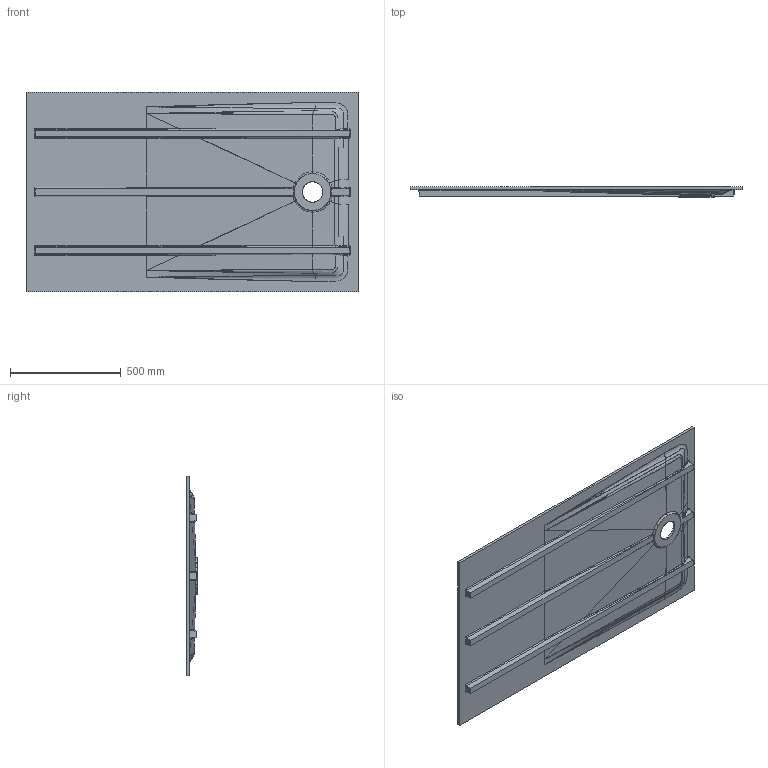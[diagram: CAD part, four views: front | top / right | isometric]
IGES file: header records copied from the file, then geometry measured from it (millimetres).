
Start section: SolidWorks IGES file using analytic representation for surfaces
Global section: file name: Athena V2020.IGS; native system: SolidWorks 2020; preprocessor: SolidWorks 2020; author: cedric.miclo; date: 201104.165229; units: millimetre
Bounding box: 1500 x 47 x 900 mm (x, y, z)
Surface area: 2923404.6 mm2 (no closed solid volume)
Topology: 0 solids, 0 shells, 238 faces, 4245 edges, 4230 vertices
Faces by surface type: bspline 203, revolution 35
